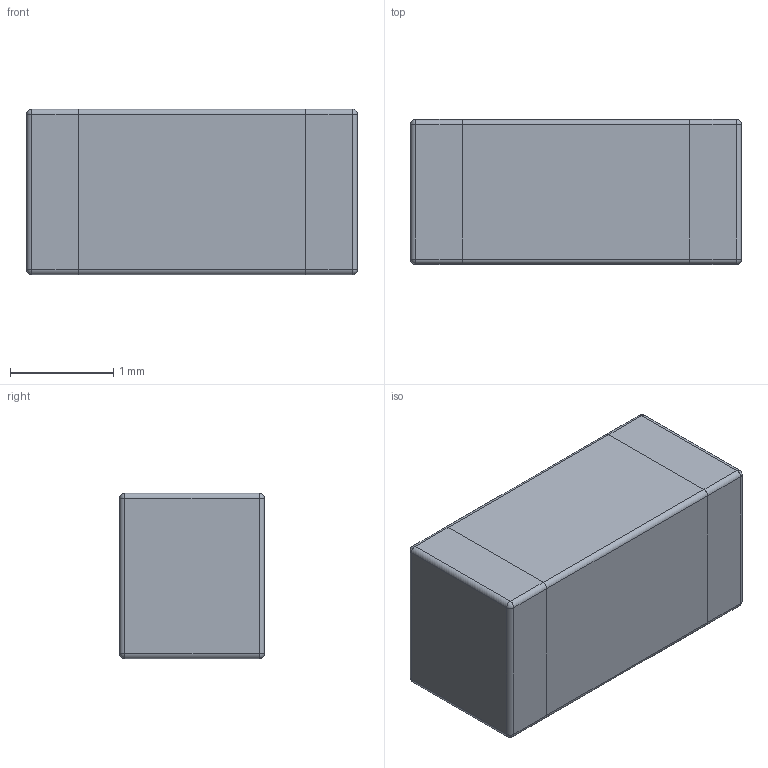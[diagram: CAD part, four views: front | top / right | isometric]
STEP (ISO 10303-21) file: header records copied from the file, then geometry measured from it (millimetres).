
FILE_DESCRIPTION ( ( 'STEP AP214' ), '1' );
FILE_NAME ( '2450AT18A100E.STEP', '', ( '' ), ( '' ), '', '', '' );
FILE_SCHEMA (( 'AUTOMOTIVE_DESIGN' ));
Length unit declared in the file: millimetre
Products named in the file (1): 2450AT18A100E
Bounding box: 3.2 x 1.4 x 1.6 mm (x, y, z)
Volume: 7.2 mm3; surface area: 33.1 mm2
Topology: 4 solids, 4 shells, 57 faces, 128 edges, 72 vertices
Faces by surface type: plane 29, cylinder 20, sphere 8
Entity records: 2157 total; most frequent: DIRECTION 276, CARTESIAN_POINT 250, ORIENTED_EDGE 240, EDGE_CURVE 120, AXIS2_PLACEMENT_3D 98, LINE 80, VECTOR 80, VERTEX_POINT 72
